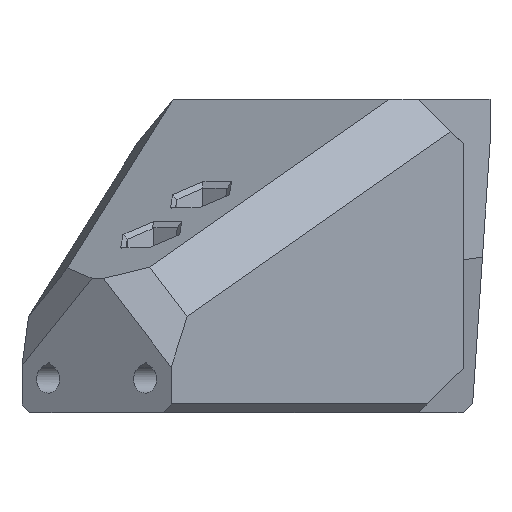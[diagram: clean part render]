
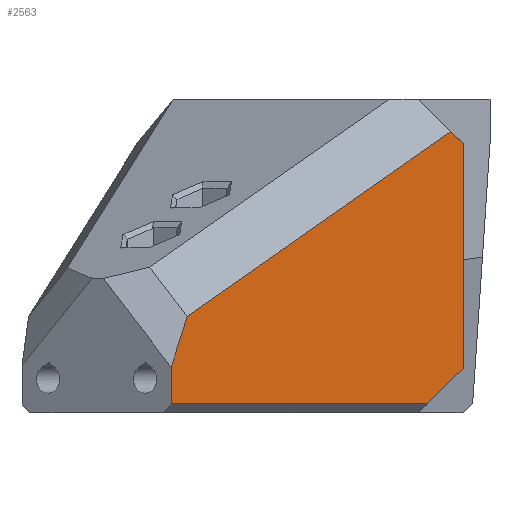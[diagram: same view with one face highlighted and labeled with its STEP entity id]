
A CAD part, left-side view. The second image highlights one B-rep face of the part: STEP entity #2563.
In plain terms, the highlighted planar face has unit normal (-0.632, -0.775, 0).
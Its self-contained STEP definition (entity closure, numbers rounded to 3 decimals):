
#143=FACE_OUTER_BOUND('',#291,.T.);
#291=EDGE_LOOP('',(#1820,#1821,#1822,#1823,#1824,#1825,#1826));
#510=LINE('',#3813,#817);
#513=LINE('',#3819,#820);
#514=LINE('',#3821,#821);
#515=LINE('',#3823,#822);
#516=LINE('',#3824,#823);
#517=LINE('',#3826,#824);
#518=LINE('',#3827,#825);
#817=VECTOR('',#3110,10.);
#820=VECTOR('',#3115,10.);
#821=VECTOR('',#3116,10.);
#822=VECTOR('',#3117,10.);
#823=VECTOR('',#3118,10.);
#824=VECTOR('',#3119,10.);
#825=VECTOR('',#3120,10.);
#1114=VERTEX_POINT('',#3811);
#1115=VERTEX_POINT('',#3812);
#1116=VERTEX_POINT('',#3817);
#1117=VERTEX_POINT('',#3818);
#1118=VERTEX_POINT('',#3820);
#1119=VERTEX_POINT('',#3822);
#1120=VERTEX_POINT('',#3825);
#1377=EDGE_CURVE('',#1114,#1115,#510,.T.);
#1380=EDGE_CURVE('',#1116,#1117,#513,.T.);
#1381=EDGE_CURVE('',#1117,#1118,#514,.T.);
#1382=EDGE_CURVE('',#1118,#1119,#515,.T.);
#1383=EDGE_CURVE('',#1119,#1114,#516,.T.);
#1384=EDGE_CURVE('',#1115,#1120,#517,.T.);
#1385=EDGE_CURVE('',#1116,#1120,#518,.T.);
#1820=ORIENTED_EDGE('',*,*,#1380,.T.);
#1821=ORIENTED_EDGE('',*,*,#1381,.T.);
#1822=ORIENTED_EDGE('',*,*,#1382,.T.);
#1823=ORIENTED_EDGE('',*,*,#1383,.T.);
#1824=ORIENTED_EDGE('',*,*,#1377,.T.);
#1825=ORIENTED_EDGE('',*,*,#1384,.T.);
#1826=ORIENTED_EDGE('',*,*,#1385,.F.);
#2311=PLANE('',#2743);
#2563=ADVANCED_FACE('',(#143),#2311,.F.);
#2743=AXIS2_PLACEMENT_3D('',#3816,#3113,#3114);
#3110=DIRECTION('',(-0.709,0.578,-0.405));
#3113=DIRECTION('center_axis',(0.632,0.775,0.));
#3114=DIRECTION('ref_axis',(-0.775,0.632,0.));
#3115=DIRECTION('',(0.775,-0.632,0.));
#3116=DIRECTION('',(0.655,-0.534,0.534));
#3117=DIRECTION('',(0.,0.,1.));
#3118=DIRECTION('',(-0.655,0.534,0.534));
#3119=DIRECTION('',(-0.345,0.281,-0.896));
#3120=DIRECTION('',(0.,0.,1.));
#3811=CARTESIAN_POINT('',(-84.586,-14.127,31.373));
#3812=CARTESIAN_POINT('',(-120.669,15.27,10.783));
#3813=CARTESIAN_POINT('',(-98.401,-2.872,23.49));
#3816=CARTESIAN_POINT('Origin',(-82.9,-15.5,0.));
#3817=CARTESIAN_POINT('',(-122.86,17.055,1.));
#3818=CARTESIAN_POINT('',(-87.81,-11.5,1.));
#3819=CARTESIAN_POINT('',(-83.605,-14.925,1.));
#3820=CARTESIAN_POINT('',(-82.9,-15.5,5.));
#3821=CARTESIAN_POINT('',(-81.925,-16.294,5.794));
#3822=CARTESIAN_POINT('',(-82.9,-15.5,30.));
#3823=CARTESIAN_POINT('',(-82.9,-15.5,0.));
#3824=CARTESIAN_POINT('',(-75.799,-21.285,24.215));
#3825=CARTESIAN_POINT('',(-122.86,17.055,5.096));
#3826=CARTESIAN_POINT('',(-118.749,13.705,15.768));
#3827=CARTESIAN_POINT('',(-122.86,17.055,0.));
